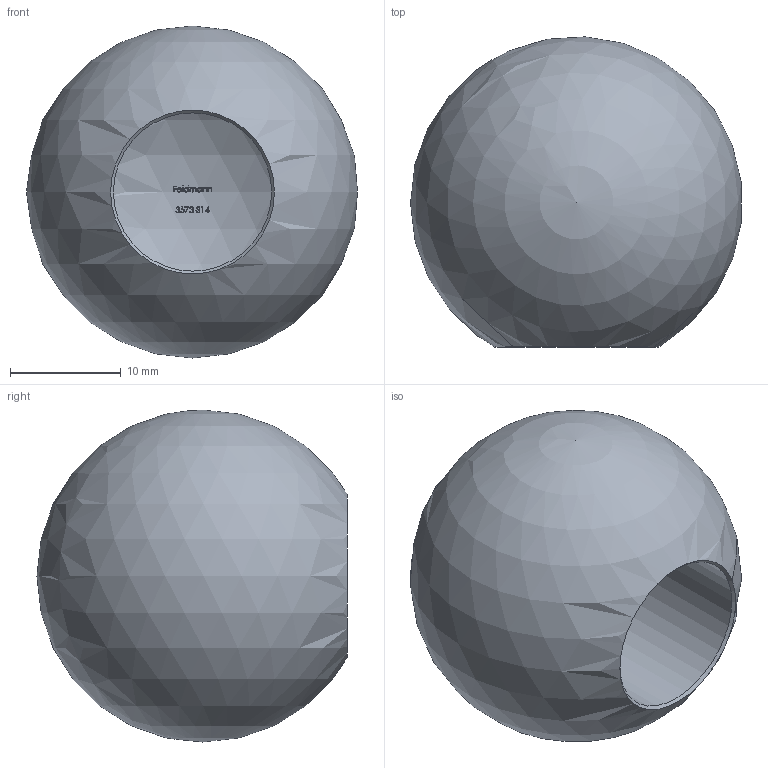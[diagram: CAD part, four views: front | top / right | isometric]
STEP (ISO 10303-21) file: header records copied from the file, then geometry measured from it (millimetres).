
FILE_DESCRIPTION (( 'STEP AP203' ), '1' );
FILE_NAME ('3573-S14.step', '2020-02-03T15:35:51', ( '' ), ( '' ), 'SwSTEP 2.0', 'SolidWorks 2015', '' );
FILE_SCHEMA (( 'CONFIG_CONTROL_DESIGN' ));
Length unit declared in the file: millimetre
Products named in the file (2): 3573-S14
Bounding box: 29.91 x 28.03 x 30 mm (x, y, z)
Volume: 11053.4 mm3; surface area: 3418.5 mm2
Topology: 1 solids, 17 shells, 236 faces, 596 edges, 397 vertices
Faces by surface type: bspline 99, plane 97, cone 38, cylinder 1, sphere 1
Full cylindrical faces by diameter (mm): 14.3 x1
Entity records: 10916 total; most frequent: CARTESIAN_POINT 6264, ORIENTED_EDGE 1182, EDGE_CURVE 591, DIRECTION 470, VERTEX_POINT 395, B_SPLINE_CURVE_WITH_KNOTS 370, EDGE_LOOP 242, FACE_OUTER_BOUND 221
